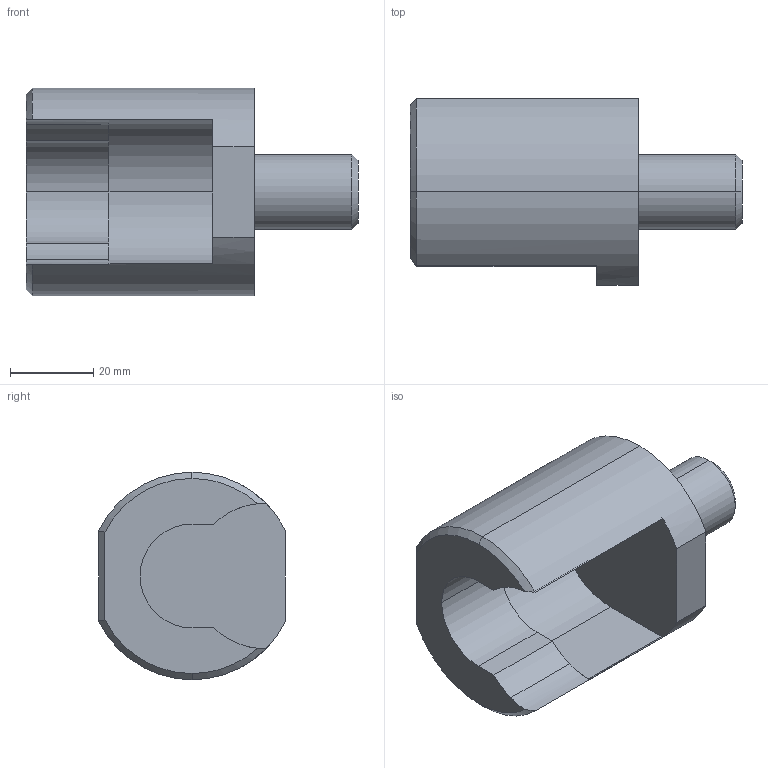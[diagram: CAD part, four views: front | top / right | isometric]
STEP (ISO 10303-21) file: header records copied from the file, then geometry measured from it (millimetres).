
FILE_DESCRIPTION((''),'2;1');
FILE_NAME('EHM152B.stp','2000-11-09T08:54:06',(''),(''),'AutoCAD STEP 2000','AutoCAD 2000',', , ');
FILE_SCHEMA(('CONFIG_CONTROL_DESIGN'));
Length unit declared in the file: millimetre
Bounding box: 80 x 45 x 50 mm (x, y, z)
Volume: 60791.2 mm3; surface area: 16361 mm2
Topology: 1 solids, 3 shells, 62 faces, 158 edges, 103 vertices
Faces by surface type: plane 42, cylinder 14, cone 6
Entity records: 1962 total; most frequent: CARTESIAN_POINT 340, DIRECTION 317, ORIENTED_EDGE 316, EDGE_CURVE 158, VECTOR 115, LINE 115, VERTEX_POINT 103, AXIS2_PLACEMENT_3D 101
